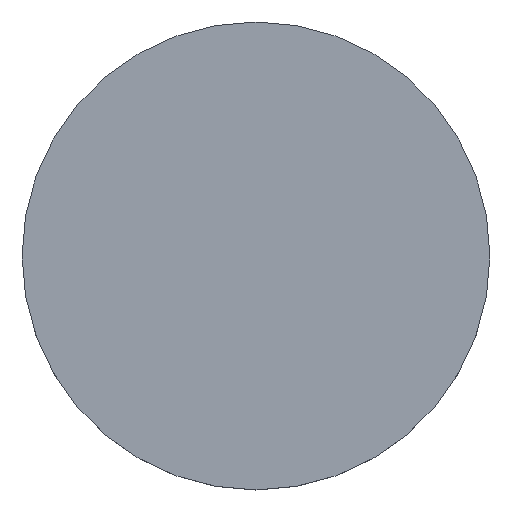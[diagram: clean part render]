
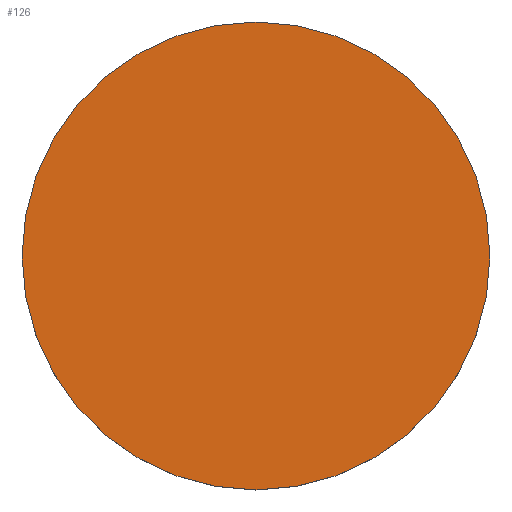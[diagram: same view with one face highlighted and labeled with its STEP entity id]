
A CAD part, top view. The second image highlights one B-rep face of the part: STEP entity #126.
In plain terms, the highlighted planar face has unit normal (0, 0, 1).
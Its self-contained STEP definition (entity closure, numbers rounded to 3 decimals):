
#4 = CIRCLE ( 'NONE', #21, 12.5 ) ;
#18 = AXIS2_PLACEMENT_3D ( 'NONE', #51, #82, #86 ) ;
#21 = AXIS2_PLACEMENT_3D ( 'NONE', #41, #87, #102 ) ;
#34 = FACE_OUTER_BOUND ( 'NONE', #73, .T. ) ;
#41 = CARTESIAN_POINT ( 'NONE',  ( 0., 0., 0. ) ) ;
#48 = VERTEX_POINT ( 'NONE', #60 ) ;
#51 = CARTESIAN_POINT ( 'NONE',  ( 0., 0., 0. ) ) ;
#58 = PLANE ( 'NONE',  #18 ) ;
#60 = CARTESIAN_POINT ( 'NONE',  ( 12.5, 0., 0. ) ) ;
#65 = ORIENTED_EDGE ( 'NONE', *, *, #129, .T. ) ;
#73 = EDGE_LOOP ( 'NONE', ( #65 ) ) ;
#82 = DIRECTION ( 'NONE',  ( 0., 0., -1. ) ) ;
#86 = DIRECTION ( 'NONE',  ( -1., 0., 0. ) ) ;
#87 = DIRECTION ( 'NONE',  ( 0., 0., 1. ) ) ;
#102 = DIRECTION ( 'NONE',  ( 1., 0., 0. ) ) ;
#126 = ADVANCED_FACE ( 'NONE', ( #34 ), #58, .F. ) ;
#129 = EDGE_CURVE ( 'NONE', #48, #48, #4, .T. ) ;
